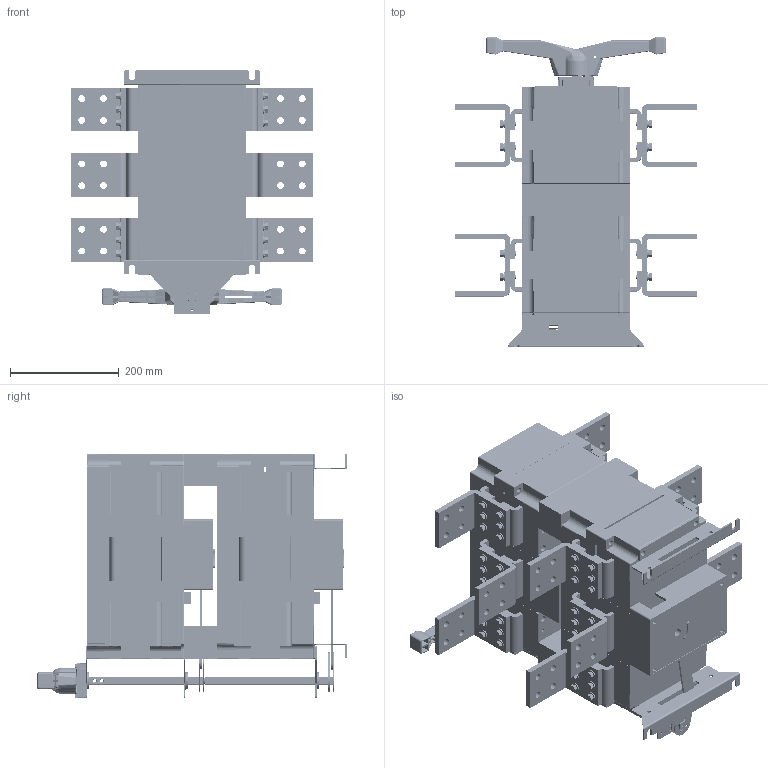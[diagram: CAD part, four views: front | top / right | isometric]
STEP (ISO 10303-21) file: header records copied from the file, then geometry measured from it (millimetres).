
FILE_DESCRIPTION (( 'STEP AP203' ), '1' );
FILE_NAME ('pscs-2500-3 Ðóáèëüíèê-ïåðåêëþ÷àòåëü 2500A 3P c ðóêîÿòêîé óïðàâëåíèÿ äëÿ ïðÿìîé óñòàíîâêè PowerSwitch EKF.STEP', '2026-03-26T09:22:51', ( '' ), ( '' ), 'SwSTEP 2.0', 'SolidWorks 2021', '' );
FILE_SCHEMA (( 'CONFIG_CONTROL_DESIGN' ));
Products named in the file (1): pscs-2500-3 Ðóáèëüíèê-ïåðåêëþ÷àòåëü 2500A 3P c ðóêîÿòêîé óïðàâëåíèÿ äëÿ ïðÿìîé óñòàíîâêè PowerSwitch EKF
Bounding box: 445 x 569 x 450 mm (x, y, z)
Volume: 27500110.1 mm3; surface area: 2448079.9 mm2
Topology: 1 solids, 8 shells, 6710 faces, 17183 edges, 11129 vertices
Faces by surface type: plane 3742, cylinder 2410, cone 306, bspline 152, torus 82, sphere 18
Entity records: 217048 total; most frequent: CARTESIAN_POINT 51065, DIRECTION 34623, ORIENTED_EDGE 34280, EDGE_CURVE 17140, AXIS2_PLACEMENT_3D 11798, VERTEX_POINT 11129, LINE 11027, VECTOR 11027
